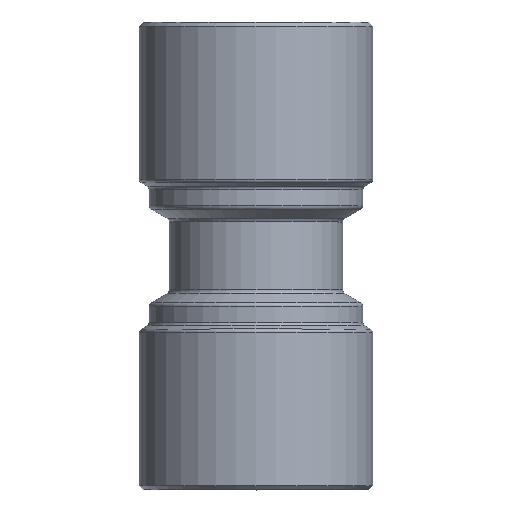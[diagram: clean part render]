
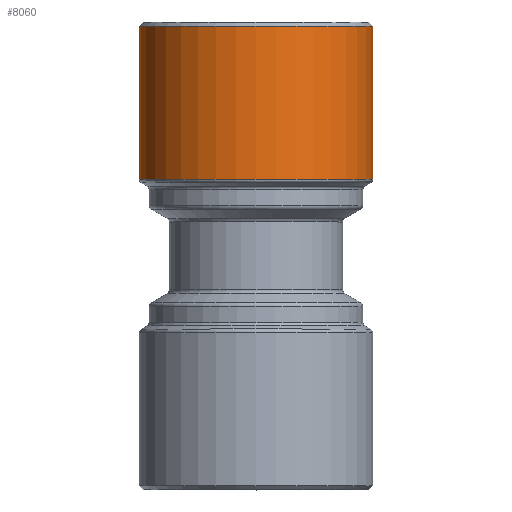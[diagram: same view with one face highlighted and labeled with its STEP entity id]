
A CAD part, top view. The second image highlights one B-rep face of the part: STEP entity #8060.
In plain terms, the highlighted cylindrical face has radius 14.5 mm (diameter 29 mm), a full revolution.
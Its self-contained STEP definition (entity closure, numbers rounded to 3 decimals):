
#46=CYLINDRICAL_SURFACE('',#8279,14.5);
#88=CIRCLE('',#8280,14.5);
#89=CIRCLE('',#8281,14.5);
#2742=ORIENTED_EDGE('',*,*,#3598,.T.);
#2743=ORIENTED_EDGE('',*,*,#3599,.T.);
#3598=EDGE_CURVE('',#4154,#4154,#88,.T.);
#3599=EDGE_CURVE('',#4155,#4155,#89,.T.);
#4154=VERTEX_POINT('',#19570);
#4155=VERTEX_POINT('',#19572);
#4814=EDGE_LOOP('',(#2742));
#4815=EDGE_LOOP('',(#2743));
#5224=FACE_BOUND('',#4814,.T.);
#5225=FACE_BOUND('',#4815,.T.);
#8060=ADVANCED_FACE('',(#5224,#5225),#46,.T.);
#8279=AXIS2_PLACEMENT_3D('',#19568,#9161,#9162);
#8280=AXIS2_PLACEMENT_3D('',#19569,#9163,#9164);
#8281=AXIS2_PLACEMENT_3D('',#19571,#9165,#9166);
#9161=DIRECTION('',(0.,1.,0.));
#9162=DIRECTION('',(0.,0.,-1.));
#9163=DIRECTION('',(0.,1.,0.));
#9164=DIRECTION('',(0.,0.,1.));
#9165=DIRECTION('',(0.,-1.,0.));
#9166=DIRECTION('',(0.,0.,-1.));
#19568=CARTESIAN_POINT('',(0.,0.,0.));
#19569=CARTESIAN_POINT('',(0.,9.51,0.));
#19570=CARTESIAN_POINT('',(0.,9.51,14.5));
#19571=CARTESIAN_POINT('',(0.,28.5,0.));
#19572=CARTESIAN_POINT('',(0.,28.5,-14.5));
